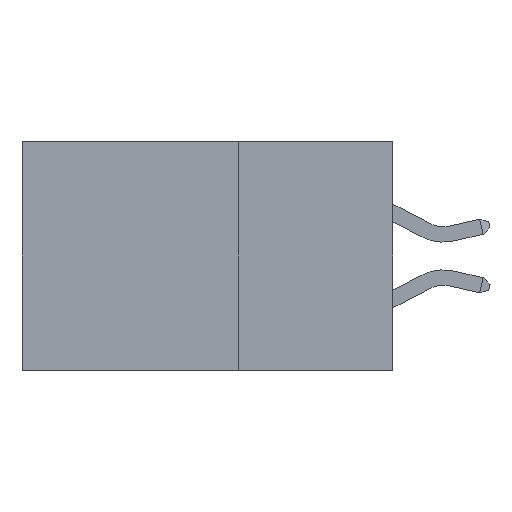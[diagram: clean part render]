
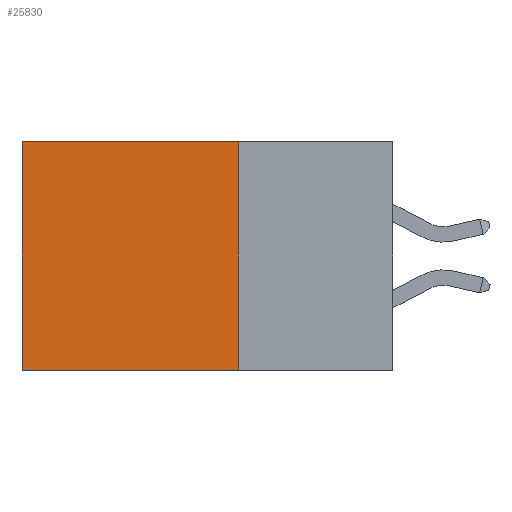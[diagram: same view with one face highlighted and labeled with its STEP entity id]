
A CAD part, left-side view. The second image highlights one B-rep face of the part: STEP entity #25830.
In plain terms, the highlighted planar face has unit normal (-1, 0, 0).
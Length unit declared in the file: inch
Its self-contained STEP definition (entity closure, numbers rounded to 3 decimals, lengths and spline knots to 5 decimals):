
#52 = VERTEX_POINT ( 'NONE', #10680 ) ;
#780 = VECTOR ( 'NONE', #19656, 39.37008 ) ;
#916 = VECTOR ( 'NONE', #16035, 39.37008 ) ;
#2475 = EDGE_CURVE ( 'NONE', #25010, #52, #10709, .T. ) ;
#4473 = ORIENTED_EDGE ( 'NONE', *, *, #21860, .T. ) ;
#4817 = PLANE ( 'NONE',  #25707 ) ;
#5437 = CARTESIAN_POINT ( 'NONE',  ( 0.2875, 0.25, -0.37 ) ) ;
#7139 = DIRECTION ( 'NONE',  ( 0., 0., -1. ) ) ;
#7878 = VERTEX_POINT ( 'NONE', #5437 ) ;
#8282 = CARTESIAN_POINT ( 'NONE',  ( 0.2875, 0.6, 0. ) ) ;
#8869 = VECTOR ( 'NONE', #17583, 39.37008 ) ;
#10680 = CARTESIAN_POINT ( 'NONE',  ( 0.2875, 0.6, -0.37 ) ) ;
#10709 = LINE ( 'NONE', #23748, #8869 ) ;
#10725 = CARTESIAN_POINT ( 'NONE',  ( 0.2875, 0.25, 0. ) ) ;
#10795 = DIRECTION ( 'NONE',  ( 0., 0., -1. ) ) ;
#12494 = FACE_OUTER_BOUND ( 'NONE', #21977, .T. ) ;
#12864 = VERTEX_POINT ( 'NONE', #22186 ) ;
#15486 = ORIENTED_EDGE ( 'NONE', *, *, #2475, .T. ) ;
#16035 = DIRECTION ( 'NONE',  ( 0., 1., 0. ) ) ;
#17583 = DIRECTION ( 'NONE',  ( 0., 0., -1. ) ) ;
#18254 = ORIENTED_EDGE ( 'NONE', *, *, #18271, .F. ) ;
#18271 = EDGE_CURVE ( 'NONE', #12864, #7878, #23740, .T. ) ;
#19006 = VECTOR ( 'NONE', #7139, 39.37008 ) ;
#19656 = DIRECTION ( 'NONE',  ( 0., 1., 0. ) ) ;
#19889 = LINE ( 'NONE', #25875, #780 ) ;
#20811 = CARTESIAN_POINT ( 'NONE',  ( 0.2875, 0.25, 0. ) ) ;
#21860 = EDGE_CURVE ( 'NONE', #12864, #25010, #24680, .T. ) ;
#21977 = EDGE_LOOP ( 'NONE', ( #15486, #25488, #18254, #4473 ) ) ;
#22186 = CARTESIAN_POINT ( 'NONE',  ( 0.2875, 0.25, 0. ) ) ;
#22837 = DIRECTION ( 'NONE',  ( 1., 0., 0. ) ) ;
#23740 = LINE ( 'NONE', #10725, #19006 ) ;
#23748 = CARTESIAN_POINT ( 'NONE',  ( 0.2875, 0.6, 0. ) ) ;
#24017 = EDGE_CURVE ( 'NONE', #7878, #52, #19889, .T. ) ;
#24074 = CARTESIAN_POINT ( 'NONE',  ( 0.2875, 0.25, 0. ) ) ;
#24680 = LINE ( 'NONE', #24074, #916 ) ;
#25010 = VERTEX_POINT ( 'NONE', #8282 ) ;
#25488 = ORIENTED_EDGE ( 'NONE', *, *, #24017, .F. ) ;
#25707 = AXIS2_PLACEMENT_3D ( 'NONE', #20811, #22837, #10795 ) ;
#25830 = ADVANCED_FACE ( 'NONE', ( #12494 ), #4817, .F. ) ;
#25875 = CARTESIAN_POINT ( 'NONE',  ( 0.2875, 0.25, -0.37 ) ) ;
